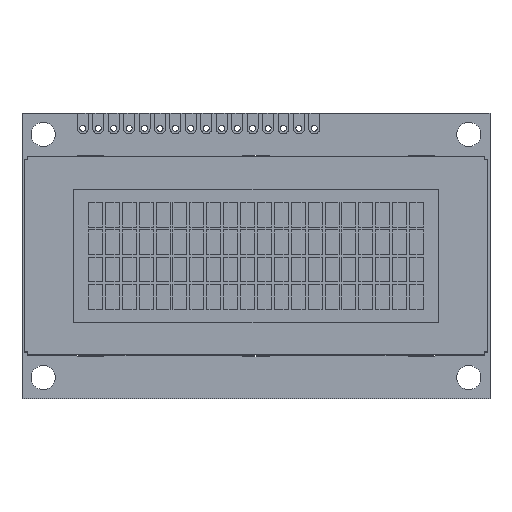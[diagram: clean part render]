
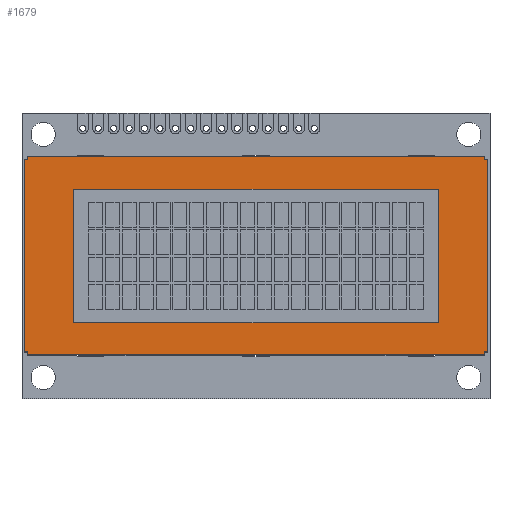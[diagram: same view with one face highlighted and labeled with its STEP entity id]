
A CAD part, top view. The second image highlights one B-rep face of the part: STEP entity #1679.
In plain terms, the highlighted planar face has unit normal (0, 0, 1).
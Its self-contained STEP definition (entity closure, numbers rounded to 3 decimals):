
#280 = CARTESIAN_POINT ( 'NONE',  ( 38.1, 15.8, 11.1 ) ) ;
#1164 = VERTEX_POINT ( 'NONE', #12980 ) ;
#1257 = VECTOR ( 'NONE', #2310, 1000. ) ;
#1483 = ORIENTED_EDGE ( 'NONE', *, *, #22855, .F. ) ;
#1679 = ADVANCED_FACE ( 'NONE', ( #5754, #16600 ), #17544, .T. ) ;
#1742 = VECTOR ( 'NONE', #25342, 1000. ) ;
#1777 = VERTEX_POINT ( 'NONE', #20241 ) ;
#1958 = VECTOR ( 'NONE', #12703, 1000. ) ;
#1993 = LINE ( 'NONE', #22161, #18234 ) ;
#2077 = EDGE_CURVE ( 'NONE', #1164, #13637, #14302, .T. ) ;
#2310 = DIRECTION ( 'NONE',  ( 0., 1., 0. ) ) ;
#2755 = DIRECTION ( 'NONE',  ( 1., 0., 0. ) ) ;
#2756 = VERTEX_POINT ( 'NONE', #8698 ) ;
#3677 = ORIENTED_EDGE ( 'NONE', *, *, #2077, .T. ) ;
#3859 = DIRECTION ( 'NONE',  ( 1., 0., 0. ) ) ;
#4100 = VECTOR ( 'NONE', #19323, 1000. ) ;
#4185 = VERTEX_POINT ( 'NONE', #15333 ) ;
#4217 = CARTESIAN_POINT ( 'NONE',  ( 37.6, -16.3, 11.1 ) ) ;
#4774 = CARTESIAN_POINT ( 'NONE',  ( -37.6, -15.8, 11.1 ) ) ;
#5516 = DIRECTION ( 'NONE',  ( -1., 0., 0. ) ) ;
#5652 = LINE ( 'NONE', #4774, #17135 ) ;
#5745 = CARTESIAN_POINT ( 'NONE',  ( 0., 0., 11.1 ) ) ;
#5754 = FACE_BOUND ( 'NONE', #23178, .T. ) ;
#5763 = VERTEX_POINT ( 'NONE', #22732 ) ;
#5836 = DIRECTION ( 'NONE',  ( 0., 0., 1. ) ) ;
#5952 = LINE ( 'NONE', #4217, #21590 ) ;
#6014 = CARTESIAN_POINT ( 'NONE',  ( 37.6, 15.8, 11.1 ) ) ;
#6026 = VERTEX_POINT ( 'NONE', #11483 ) ;
#6104 = VERTEX_POINT ( 'NONE', #19862 ) ;
#6122 = CARTESIAN_POINT ( 'NONE',  ( -30., 11., 11.1 ) ) ;
#6264 = DIRECTION ( 'NONE',  ( 0., 1., 0. ) ) ;
#6356 = VERTEX_POINT ( 'NONE', #22878 ) ;
#6460 = VERTEX_POINT ( 'NONE', #10916 ) ;
#6490 = ORIENTED_EDGE ( 'NONE', *, *, #11502, .T. ) ;
#6800 = ORIENTED_EDGE ( 'NONE', *, *, #17621, .T. ) ;
#6952 = EDGE_CURVE ( 'NONE', #18662, #8605, #5652, .T. ) ;
#7024 = ORIENTED_EDGE ( 'NONE', *, *, #22678, .F. ) ;
#7148 = LINE ( 'NONE', #13076, #1742 ) ;
#7387 = EDGE_CURVE ( 'NONE', #6026, #22440, #5952, .T. ) ;
#7555 = LINE ( 'NONE', #19775, #18367 ) ;
#7597 = ORIENTED_EDGE ( 'NONE', *, *, #7387, .T. ) ;
#7697 = VERTEX_POINT ( 'NONE', #21506 ) ;
#7830 = ORIENTED_EDGE ( 'NONE', *, *, #20952, .T. ) ;
#7969 = VECTOR ( 'NONE', #24688, 1000. ) ;
#8005 = CARTESIAN_POINT ( 'NONE',  ( -37.6, -16.3, 11.1 ) ) ;
#8183 = DIRECTION ( 'NONE',  ( 0., -1., 0. ) ) ;
#8361 = CARTESIAN_POINT ( 'NONE',  ( 37.6, -15.8, 11.1 ) ) ;
#8605 = VERTEX_POINT ( 'NONE', #21700 ) ;
#8698 = CARTESIAN_POINT ( 'NONE',  ( 38.1, 15.8, 11.1 ) ) ;
#8944 = VECTOR ( 'NONE', #8183, 1000. ) ;
#9217 = ORIENTED_EDGE ( 'NONE', *, *, #20785, .T. ) ;
#9419 = CARTESIAN_POINT ( 'NONE',  ( -30., 11., 11.1 ) ) ;
#9729 = CARTESIAN_POINT ( 'NONE',  ( -37.6, -16.3, 11.1 ) ) ;
#10468 = VECTOR ( 'NONE', #18165, 1000. ) ;
#10657 = AXIS2_PLACEMENT_3D ( 'NONE', #5745, #5836, #3859 ) ;
#10813 = VECTOR ( 'NONE', #13762, 1000. ) ;
#10916 = CARTESIAN_POINT ( 'NONE',  ( 37.6, 16.3, 11.1 ) ) ;
#11483 = CARTESIAN_POINT ( 'NONE',  ( 37.6, -16.3, 11.1 ) ) ;
#11502 = EDGE_CURVE ( 'NONE', #22440, #1777, #25634, .T. ) ;
#11653 = EDGE_CURVE ( 'NONE', #13637, #18662, #7148, .T. ) ;
#11822 = CARTESIAN_POINT ( 'NONE',  ( -38.1, -15.8, 11.1 ) ) ;
#11960 = CARTESIAN_POINT ( 'NONE',  ( -37.6, 16.3, 11.1 ) ) ;
#12703 = DIRECTION ( 'NONE',  ( 1., 0., 0. ) ) ;
#12980 = CARTESIAN_POINT ( 'NONE',  ( -37.6, 15.8, 11.1 ) ) ;
#13076 = CARTESIAN_POINT ( 'NONE',  ( -38.1, 15.8, 11.1 ) ) ;
#13324 = CARTESIAN_POINT ( 'NONE',  ( 30., 11., 11.1 ) ) ;
#13378 = CARTESIAN_POINT ( 'NONE',  ( -38.1, 15.8, 11.1 ) ) ;
#13388 = LINE ( 'NONE', #18547, #7969 ) ;
#13413 = EDGE_CURVE ( 'NONE', #6460, #4185, #13388, .T. ) ;
#13637 = VERTEX_POINT ( 'NONE', #13378 ) ;
#13762 = DIRECTION ( 'NONE',  ( -1., 0., 0. ) ) ;
#13782 = EDGE_LOOP ( 'NONE', ( #19521, #20478, #6800, #3677, #23810, #20206, #9217, #24210, #7597, #6490, #7830, #19431 ) ) ;
#13813 = VECTOR ( 'NONE', #23980, 1000. ) ;
#14302 = LINE ( 'NONE', #18786, #4100 ) ;
#14325 = VECTOR ( 'NONE', #22121, 1000. ) ;
#14583 = DIRECTION ( 'NONE',  ( 1., 0., 0. ) ) ;
#14967 = LINE ( 'NONE', #11960, #14325 ) ;
#15005 = LINE ( 'NONE', #6122, #8944 ) ;
#15333 = CARTESIAN_POINT ( 'NONE',  ( -37.6, 16.3, 11.1 ) ) ;
#15346 = DIRECTION ( 'NONE',  ( 0., 1., 0. ) ) ;
#16137 = VECTOR ( 'NONE', #15346, 1000. ) ;
#16254 = LINE ( 'NONE', #19834, #10813 ) ;
#16600 = FACE_OUTER_BOUND ( 'NONE', #13782, .T. ) ;
#16762 = LINE ( 'NONE', #13324, #16137 ) ;
#17135 = VECTOR ( 'NONE', #2755, 1000. ) ;
#17544 = PLANE ( 'NONE',  #10657 ) ;
#17621 = EDGE_CURVE ( 'NONE', #4185, #1164, #14967, .T. ) ;
#18062 = DIRECTION ( 'NONE',  ( 0., 1., 0. ) ) ;
#18165 = DIRECTION ( 'NONE',  ( 0., -1., 0. ) ) ;
#18198 = LINE ( 'NONE', #20917, #1958 ) ;
#18234 = VECTOR ( 'NONE', #18062, 1000. ) ;
#18367 = VECTOR ( 'NONE', #5516, 1000. ) ;
#18547 = CARTESIAN_POINT ( 'NONE',  ( -37.6, 16.3, 11.1 ) ) ;
#18662 = VERTEX_POINT ( 'NONE', #11822 ) ;
#18786 = CARTESIAN_POINT ( 'NONE',  ( -37.6, 15.8, 11.1 ) ) ;
#19101 = ORIENTED_EDGE ( 'NONE', *, *, #24239, .F. ) ;
#19323 = DIRECTION ( 'NONE',  ( -1., 0., 0. ) ) ;
#19431 = ORIENTED_EDGE ( 'NONE', *, *, #23189, .T. ) ;
#19510 = CARTESIAN_POINT ( 'NONE',  ( 37.6, -15.8, 11.1 ) ) ;
#19521 = ORIENTED_EDGE ( 'NONE', *, *, #26082, .T. ) ;
#19583 = VECTOR ( 'NONE', #14583, 1000. ) ;
#19775 = CARTESIAN_POINT ( 'NONE',  ( -30., 11., 11.1 ) ) ;
#19834 = CARTESIAN_POINT ( 'NONE',  ( 37.6, 15.8, 11.1 ) ) ;
#19862 = CARTESIAN_POINT ( 'NONE',  ( 30., 11., 11.1 ) ) ;
#20206 = ORIENTED_EDGE ( 'NONE', *, *, #6952, .T. ) ;
#20241 = CARTESIAN_POINT ( 'NONE',  ( 38.1, -15.8, 11.1 ) ) ;
#20478 = ORIENTED_EDGE ( 'NONE', *, *, #13413, .T. ) ;
#20785 = EDGE_CURVE ( 'NONE', #8605, #7697, #21955, .T. ) ;
#20917 = CARTESIAN_POINT ( 'NONE',  ( -30., -11., 11.1 ) ) ;
#20952 = EDGE_CURVE ( 'NONE', #1777, #2756, #21636, .T. ) ;
#21506 = CARTESIAN_POINT ( 'NONE',  ( -37.6, -16.3, 11.1 ) ) ;
#21590 = VECTOR ( 'NONE', #6264, 1000. ) ;
#21636 = LINE ( 'NONE', #280, #1257 ) ;
#21700 = CARTESIAN_POINT ( 'NONE',  ( -37.6, -15.8, 11.1 ) ) ;
#21906 = EDGE_CURVE ( 'NONE', #7697, #6026, #24022, .T. ) ;
#21955 = LINE ( 'NONE', #8005, #10468 ) ;
#22121 = DIRECTION ( 'NONE',  ( 0., -1., 0. ) ) ;
#22161 = CARTESIAN_POINT ( 'NONE',  ( 37.6, 16.3, 11.1 ) ) ;
#22440 = VERTEX_POINT ( 'NONE', #19510 ) ;
#22678 = EDGE_CURVE ( 'NONE', #25962, #6356, #15005, .T. ) ;
#22732 = CARTESIAN_POINT ( 'NONE',  ( 30., -11., 11.1 ) ) ;
#22855 = EDGE_CURVE ( 'NONE', #6356, #5763, #18198, .T. ) ;
#22878 = CARTESIAN_POINT ( 'NONE',  ( -30., -11., 11.1 ) ) ;
#23132 = ORIENTED_EDGE ( 'NONE', *, *, #24725, .F. ) ;
#23178 = EDGE_LOOP ( 'NONE', ( #23132, #1483, #7024, #19101 ) ) ;
#23189 = EDGE_CURVE ( 'NONE', #2756, #26109, #16254, .T. ) ;
#23810 = ORIENTED_EDGE ( 'NONE', *, *, #11653, .T. ) ;
#23980 = DIRECTION ( 'NONE',  ( 1., 0., 0. ) ) ;
#24022 = LINE ( 'NONE', #9729, #13813 ) ;
#24210 = ORIENTED_EDGE ( 'NONE', *, *, #21906, .T. ) ;
#24239 = EDGE_CURVE ( 'NONE', #6104, #25962, #7555, .T. ) ;
#24688 = DIRECTION ( 'NONE',  ( -1., 0., 0. ) ) ;
#24725 = EDGE_CURVE ( 'NONE', #5763, #6104, #16762, .T. ) ;
#25342 = DIRECTION ( 'NONE',  ( 0., -1., 0. ) ) ;
#25634 = LINE ( 'NONE', #8361, #19583 ) ;
#25962 = VERTEX_POINT ( 'NONE', #9419 ) ;
#26082 = EDGE_CURVE ( 'NONE', #26109, #6460, #1993, .T. ) ;
#26109 = VERTEX_POINT ( 'NONE', #6014 ) ;
